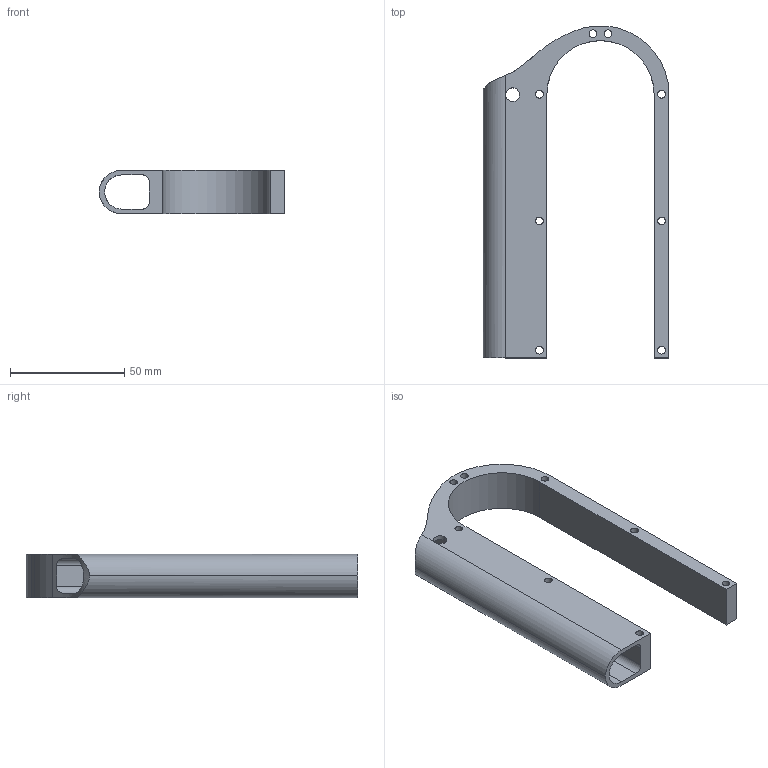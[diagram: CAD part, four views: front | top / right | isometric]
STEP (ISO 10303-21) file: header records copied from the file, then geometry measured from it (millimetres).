
FILE_DESCRIPTION (( 'STEP AP203' ), '1' );
FILE_NAME ('J2 Arm Cover Spacer Lower.STEP', '2019-10-20T06:20:55', ( '' ), ( '' ), 'SwSTEP 2.0', 'SolidWorks 2019', '' );
FILE_SCHEMA (( 'CONFIG_CONTROL_DESIGN' ));
Length unit declared in the file: millimetre
Products named in the file (1): J2 Arm Cover Spacer Lower
Bounding box: 81.46 x 145.39 x 19.05 mm (x, y, z)
Volume: 50993.6 mm3; surface area: 29809.5 mm2
Topology: 1 solids, 1 shells, 40 faces, 116 edges, 76 vertices
Faces by surface type: cylinder 28, plane 11, bspline 1
Entity records: 1595 total; most frequent: CARTESIAN_POINT 389, DIRECTION 238, ORIENTED_EDGE 232, EDGE_CURVE 116, AXIS2_PLACEMENT_3D 91, VERTEX_POINT 76, EDGE_LOOP 60, VECTOR 56
